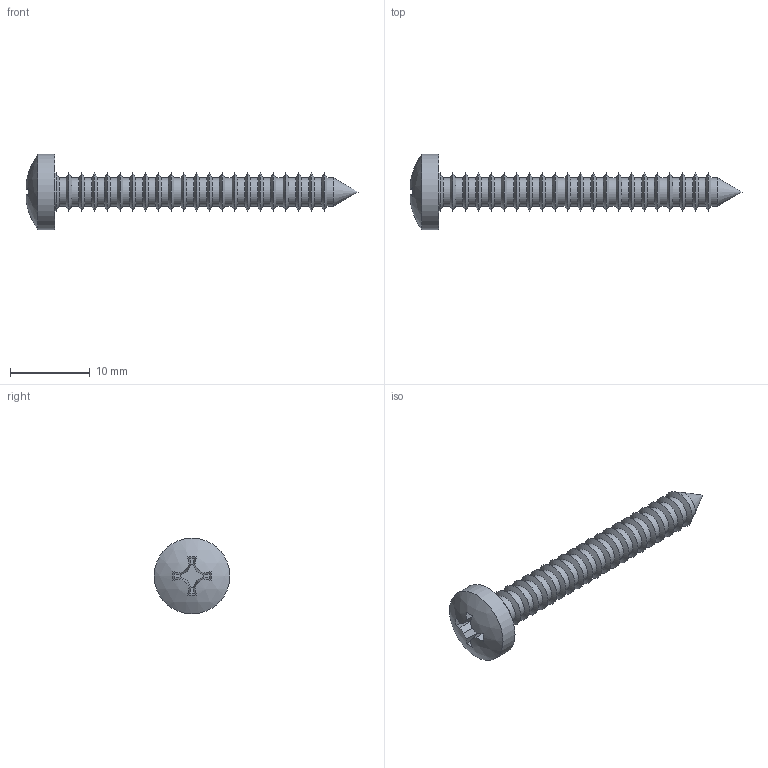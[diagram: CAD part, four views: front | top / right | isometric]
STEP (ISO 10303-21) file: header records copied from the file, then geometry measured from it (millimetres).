
FILE_DESCRIPTION(/* description */ (''),/* implementation_level */ '2;1');
FILE_NAME(/* name */ 'DIN7049-ST4 v1.step',/* time_stamp */ '2020-03-23T00:27:54+01:00',/* author */ (''),/* organization */ (''),/* preprocessor_version */ 'ST-DEVELOPER v18',/* originating_system */ 'Autodesk Translation Framework v8.12.0.6',/* authorisation */ '');
FILE_SCHEMA (('AUTOMOTIVE_DESIGN { 1 0 10303 214 3 1 1 }'));
Length unit declared in the file: millimetre
Products named in the file (1): DIN7049-ST4
Bounding box: 41.63 x 9.5 x 9.5 mm (x, y, z)
Volume: 614.5 mm3; surface area: 869.8 mm2
Topology: 1 solids, 1 shells, 91 faces, 267 edges, 179 vertices
Faces by surface type: cone 44, cylinder 24, plane 22, sphere 1
Full cylindrical faces by diameter (mm): 3.58 x22, 4.8 x1, 9.5 x1
Entity records: 3158 total; most frequent: DIRECTION 608, CARTESIAN_POINT 537, ORIENTED_EDGE 532, EDGE_CURVE 266, AXIS2_PLACEMENT_3D 250, VERTEX_POINT 179, CIRCLE 158, LINE 108
